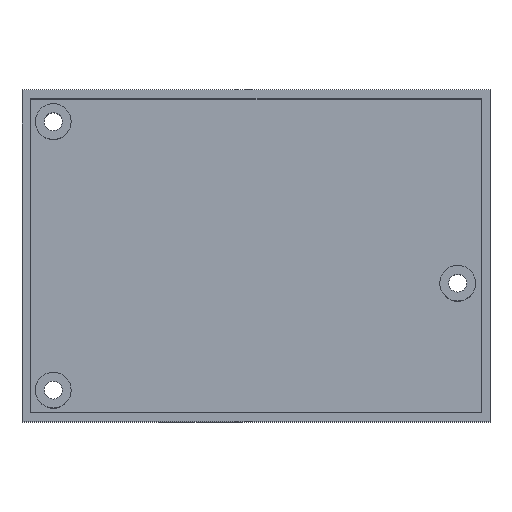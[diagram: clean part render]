
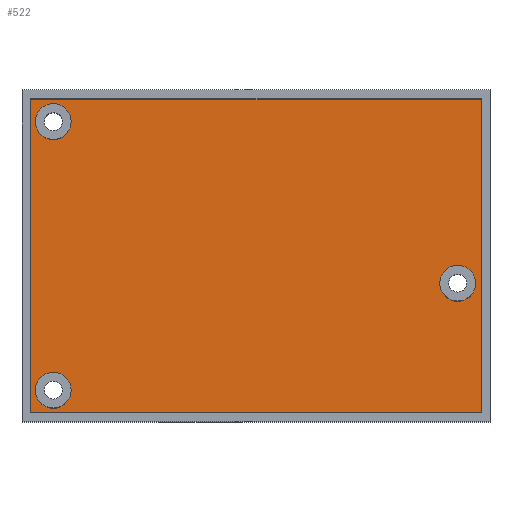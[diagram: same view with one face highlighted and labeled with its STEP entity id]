
A CAD part, top view. The second image highlights one B-rep face of the part: STEP entity #522.
In plain terms, the highlighted planar face has unit normal (0, 0, 1).
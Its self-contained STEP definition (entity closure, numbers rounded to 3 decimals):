
#21=FACE_BOUND('',#76,.T.);
#22=FACE_BOUND('',#77,.T.);
#23=FACE_BOUND('',#78,.T.);
#32=CIRCLE('',#566,2.);
#33=CIRCLE('',#567,2.);
#34=CIRCLE('',#568,2.);
#46=FACE_OUTER_BOUND('',#75,.T.);
#75=EDGE_LOOP('',(#365,#366,#367,#368,#369,#370,#371,#372));
#76=EDGE_LOOP('',(#373));
#77=EDGE_LOOP('',(#374));
#78=EDGE_LOOP('',(#375));
#121=LINE('',#768,#181);
#124=LINE('',#774,#184);
#125=LINE('',#776,#185);
#126=LINE('',#778,#186);
#127=LINE('',#780,#187);
#128=LINE('',#782,#188);
#129=LINE('',#784,#189);
#130=LINE('',#785,#190);
#181=VECTOR('',#618,10.);
#184=VECTOR('',#623,10.);
#185=VECTOR('',#624,10.);
#186=VECTOR('',#625,10.);
#187=VECTOR('',#626,10.);
#188=VECTOR('',#627,10.);
#189=VECTOR('',#628,10.);
#190=VECTOR('',#629,10.);
#240=VERTEX_POINT('',#765);
#241=VERTEX_POINT('',#767);
#243=VERTEX_POINT('',#773);
#244=VERTEX_POINT('',#775);
#245=VERTEX_POINT('',#777);
#246=VERTEX_POINT('',#779);
#247=VERTEX_POINT('',#781);
#248=VERTEX_POINT('',#783);
#249=VERTEX_POINT('',#786);
#250=VERTEX_POINT('',#788);
#251=VERTEX_POINT('',#790);
#289=EDGE_CURVE('',#241,#240,#121,.T.);
#292=EDGE_CURVE('',#243,#241,#124,.T.);
#293=EDGE_CURVE('',#240,#244,#125,.T.);
#294=EDGE_CURVE('',#244,#245,#126,.T.);
#295=EDGE_CURVE('',#245,#246,#127,.T.);
#296=EDGE_CURVE('',#246,#247,#128,.T.);
#297=EDGE_CURVE('',#247,#248,#129,.T.);
#298=EDGE_CURVE('',#248,#243,#130,.T.);
#299=EDGE_CURVE('',#249,#249,#32,.T.);
#300=EDGE_CURVE('',#250,#250,#33,.T.);
#301=EDGE_CURVE('',#251,#251,#34,.T.);
#365=ORIENTED_EDGE('',*,*,#292,.T.);
#366=ORIENTED_EDGE('',*,*,#289,.T.);
#367=ORIENTED_EDGE('',*,*,#293,.T.);
#368=ORIENTED_EDGE('',*,*,#294,.T.);
#369=ORIENTED_EDGE('',*,*,#295,.T.);
#370=ORIENTED_EDGE('',*,*,#296,.T.);
#371=ORIENTED_EDGE('',*,*,#297,.T.);
#372=ORIENTED_EDGE('',*,*,#298,.T.);
#373=ORIENTED_EDGE('',*,*,#299,.T.);
#374=ORIENTED_EDGE('',*,*,#300,.T.);
#375=ORIENTED_EDGE('',*,*,#301,.F.);
#499=PLANE('',#565);
#522=ADVANCED_FACE('',(#46,#21,#22,#23),#499,.T.);
#565=AXIS2_PLACEMENT_3D('',#772,#621,#622);
#566=AXIS2_PLACEMENT_3D('',#787,#630,#631);
#567=AXIS2_PLACEMENT_3D('',#789,#632,#633);
#568=AXIS2_PLACEMENT_3D('',#791,#634,#635);
#618=DIRECTION('',(1.,0.,0.));
#621=DIRECTION('center_axis',(0.,0.,
1.));
#622=DIRECTION('ref_axis',(-1.,0.,0.));
#623=DIRECTION('',(0.,-1.,0.));
#624=DIRECTION('',(0.,1.,0.));
#625=DIRECTION('',(1.,0.,0.));
#626=DIRECTION('',(0.,1.,0.));
#627=DIRECTION('',(-1.,0.,0.));
#628=DIRECTION('',(0.,-1.,0.));
#629=DIRECTION('',(1.,0.,0.));
#630=DIRECTION('center_axis',(0.,0.,
-1.));
#631=DIRECTION('ref_axis',(-1.,0.,0.));
#632=DIRECTION('center_axis',(0.,0.,
-1.));
#633=DIRECTION('ref_axis',(-1.,0.,0.));
#634=DIRECTION('center_axis',(0.,0.,1.));
#635=DIRECTION('ref_axis',(-1.,0.,0.));
#765=CARTESIAN_POINT('',(29.6,-0.5,-17.6));
#767=CARTESIAN_POINT('',(5.,-0.5,-17.6));
#768=CARTESIAN_POINT('',(15.061,-0.5,-17.6));
#772=CARTESIAN_POINT('Origin',(25.121,17.526,-17.6));
#773=CARTESIAN_POINT('',(5.,0.,-17.6));
#774=CARTESIAN_POINT('',(5.,8.763,-17.6));
#775=CARTESIAN_POINT('',(29.6,0.,-17.6));
#776=CARTESIAN_POINT('',(29.6,8.513,-17.6));
#777=CARTESIAN_POINT('',(50.242,0.,-17.6));
#778=CARTESIAN_POINT('',(12.561,0.,-17.6));
#779=CARTESIAN_POINT('',(50.242,35.052,-17.6));
#780=CARTESIAN_POINT('',(50.242,8.763,-17.6));
#781=CARTESIAN_POINT('',(0.,35.052,-17.6));
#782=CARTESIAN_POINT('',(37.682,35.052,-17.6));
#783=CARTESIAN_POINT('',(0.,0.,-17.6));
#784=CARTESIAN_POINT('',(0.,26.289,-17.6));
#785=CARTESIAN_POINT('',(12.561,0.,-17.6));
#786=CARTESIAN_POINT('',(4.49,2.54,-17.6));
#787=CARTESIAN_POINT('Origin',(2.49,2.54,-17.6));
#788=CARTESIAN_POINT('',(4.49,32.512,-17.6));
#789=CARTESIAN_POINT('Origin',(2.49,32.512,-17.6));
#790=CARTESIAN_POINT('',(49.64,14.478,-17.6));
#791=CARTESIAN_POINT('Origin',(47.64,14.478,-17.6));
